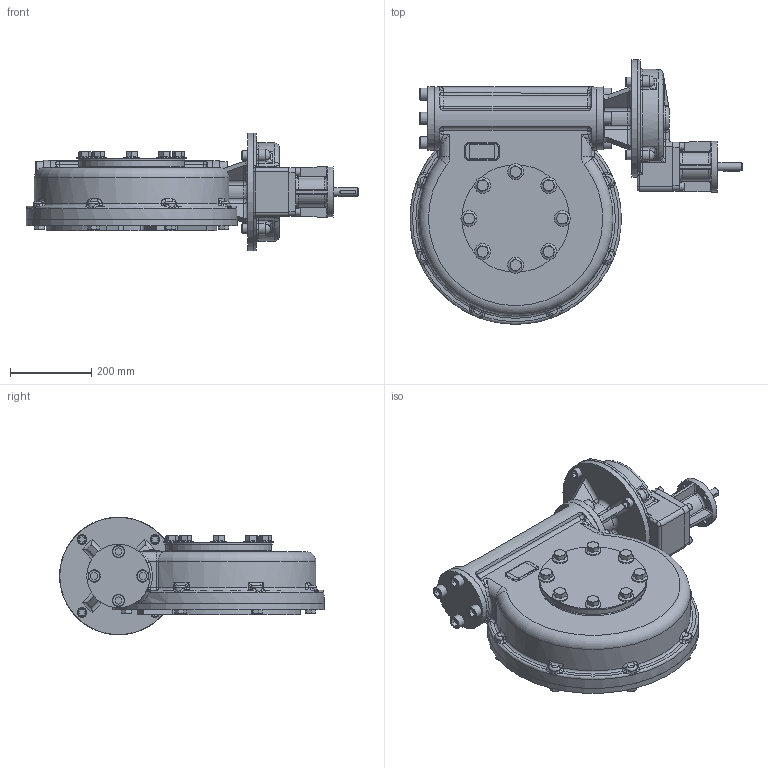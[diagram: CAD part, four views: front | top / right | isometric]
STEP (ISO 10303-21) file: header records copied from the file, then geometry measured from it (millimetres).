
FILE_DESCRIPTION(/* description */ ('Unknown'),/* implementation_level */ '2;1');
FILE_NAME(/* name */ 'PUB-MTW8IRS-F10-F25',/* time_stamp */ '2015-12-09T14:21:04+00:00',/* author */ ('Unknown'),/* organization */ ('Unknown'),/* preprocessor_version */ 'ST-DEVELOPER v16',/* originating_system */ 'DEX',/* authorisation */ $);
FILE_SCHEMA (('AUTOMOTIVE_DESIGN {1 0 10303 214 3 1 1}'));
Products named in the file (1): PUB-MTW8IRS-F10-F25
Bounding box: 817.19 x 650.94 x 289.28 mm (x, y, z)
Surface area: 1482950 mm2 (no closed solid volume)
Topology: 0 solids, 46 shells, 1041 faces, 2673 edges, 1594 vertices
Faces by surface type: plane 361, cylinder 243, cone 140, torus 128, bspline 119, sphere 50
Full cylindrical faces by diameter (mm): 10.5 x4, 13.835 x8, 16.5 x8, 18 x4, 20 x1, 24 x4, 30 x8, 39 x8, 50 x1, 70.05 x1, 125 x1, 155 x1, 195 x1, 260 x1, 265 x1, 289 x1, 440 x1, 520 x1
Entity records: 51816 total; most frequent: CARTESIAN_POINT 25924, DIRECTION 4733, ORIENTED_EDGE 4582, EDGE_CURVE 2445, AXIS2_PLACEMENT_3D 1969, VERTEX_POINT 1550, FACE_BOUND 1271, EDGE_LOOP 1263
